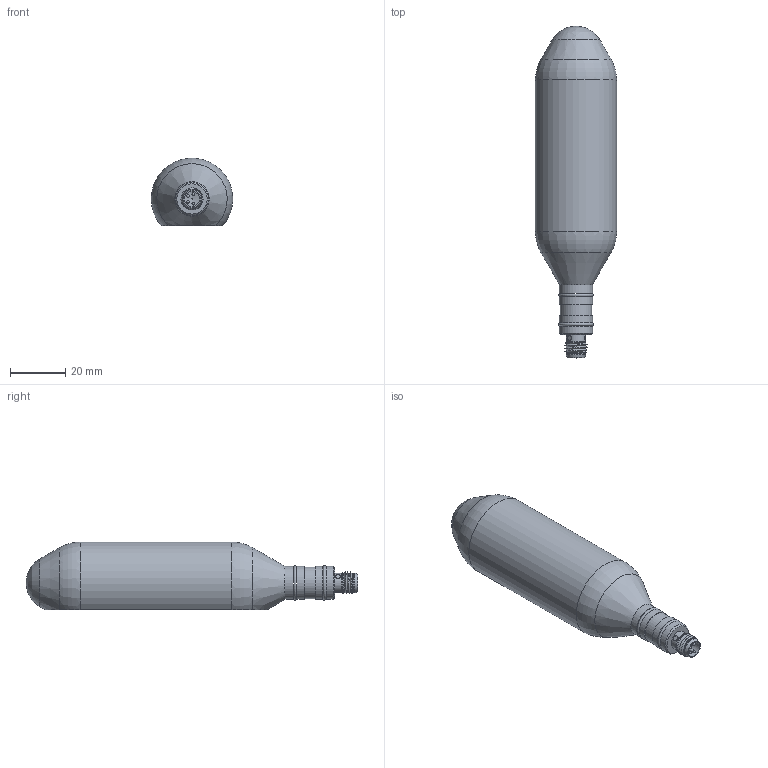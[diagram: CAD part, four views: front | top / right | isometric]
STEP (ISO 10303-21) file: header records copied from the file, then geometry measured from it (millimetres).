
FILE_DESCRIPTION (( 'STEP AP203' ), '1' );
FILE_NAME ('ABE-Z30-050-D12_outline.STEP', '2022-03-03T07:28:58', ( '' ), ( '' ), 'SwSTEP 2.0', 'SolidWorks 2020', '' );
FILE_SCHEMA (( 'CONFIG_CONTROL_DESIGN' ));
Length unit declared in the file: millimetre
Products named in the file (1): ABE-Z30-050-D12_outline
Bounding box: 29.58 x 120.5 x 24.45 mm (x, y, z)
Surface area: 9807.8 mm2 (no closed solid volume)
Topology: 0 solids, 11 shells, 80 faces, 211 edges, 136 vertices
Faces by surface type: cylinder 30, plane 26, cone 12, bspline 7, torus 5
Full cylindrical faces by diameter (mm): 1 x4, 5.8 x1, 6.4 x1, 6.6 x2, 6.9 x1, 7.2 x1, 11.4 x1, 12 x4
Entity records: 3006 total; most frequent: CARTESIAN_POINT 1249, DIRECTION 361, ORIENTED_EDGE 275, EDGE_CURVE 162, AXIS2_PLACEMENT_3D 154, VERTEX_POINT 120, EDGE_LOOP 116, FACE_OUTER_BOUND 94
